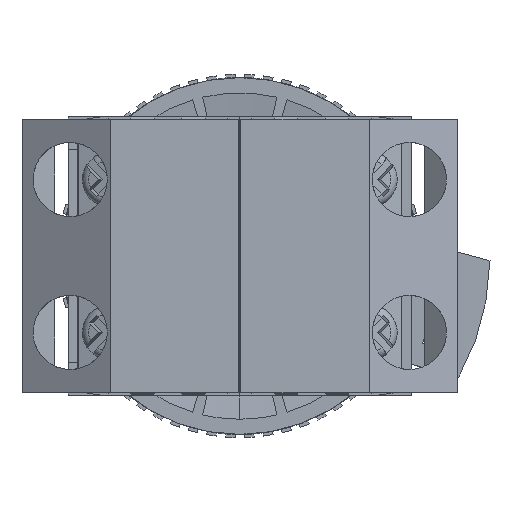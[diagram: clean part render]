
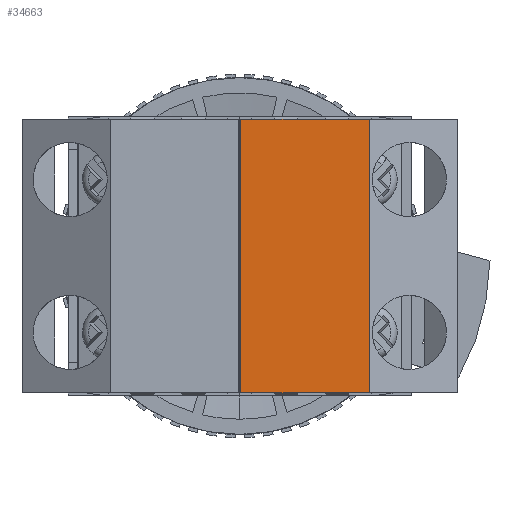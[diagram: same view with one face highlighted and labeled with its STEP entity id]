
A CAD part, front view. The second image highlights one B-rep face of the part: STEP entity #34663.
In plain terms, the highlighted planar face has unit normal (0, -1, 0).
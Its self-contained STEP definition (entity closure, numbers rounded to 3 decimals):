
#453 = ORIENTED_EDGE ( 'NONE', *, *, #20738, .F. ) ;
#993 = VECTOR ( 'NONE', #23899, 1000. ) ;
#1409 = CARTESIAN_POINT ( 'NONE',  ( 0.1, -27.5, 14.75 ) ) ;
#2267 = CARTESIAN_POINT ( 'NONE',  ( 14., -27.5, 14.75 ) ) ;
#2375 = AXIS2_PLACEMENT_3D ( 'NONE', #32125, #34967, #18232 ) ;
#3142 = VERTEX_POINT ( 'NONE', #17457 ) ;
#3216 = LINE ( 'NONE', #1409, #18021 ) ;
#3892 = VERTEX_POINT ( 'NONE', #25327 ) ;
#4416 = CARTESIAN_POINT ( 'NONE',  ( 0., -27.5, -14.75 ) ) ;
#5068 = DIRECTION ( 'NONE',  ( 0., 0., -1. ) ) ;
#7535 = LINE ( 'NONE', #4416, #993 ) ;
#11088 = VECTOR ( 'NONE', #5068, 1000. ) ;
#12265 = FACE_OUTER_BOUND ( 'NONE', #25695, .T. ) ;
#13037 = ORIENTED_EDGE ( 'NONE', *, *, #21924, .T. ) ;
#14677 = EDGE_CURVE ( 'NONE', #3892, #16961, #22824, .T. ) ;
#15434 = PLANE ( 'NONE',  #2375 ) ;
#16961 = VERTEX_POINT ( 'NONE', #36123 ) ;
#17457 = CARTESIAN_POINT ( 'NONE',  ( 14., -27.5, -14.75 ) ) ;
#18004 = CARTESIAN_POINT ( 'NONE',  ( 0.1, -27.5, -14.75 ) ) ;
#18021 = VECTOR ( 'NONE', #20882, 1000. ) ;
#18232 = DIRECTION ( 'NONE',  ( -1., 0., 0. ) ) ;
#20553 = EDGE_CURVE ( 'NONE', #3892, #34615, #3216, .T. ) ;
#20738 = EDGE_CURVE ( 'NONE', #16961, #3142, #33318, .T. ) ;
#20882 = DIRECTION ( 'NONE',  ( 0., 0., -1. ) ) ;
#21924 = EDGE_CURVE ( 'NONE', #34615, #3142, #7535, .T. ) ;
#21940 = VECTOR ( 'NONE', #22107, 1000. ) ;
#22107 = DIRECTION ( 'NONE',  ( 1., 0., 0. ) ) ;
#22824 = LINE ( 'NONE', #36078, #21940 ) ;
#23147 = ORIENTED_EDGE ( 'NONE', *, *, #14677, .F. ) ;
#23899 = DIRECTION ( 'NONE',  ( 1., 0., 0. ) ) ;
#25327 = CARTESIAN_POINT ( 'NONE',  ( 0.1, -27.5, 14.75 ) ) ;
#25695 = EDGE_LOOP ( 'NONE', ( #13037, #453, #23147, #31878 ) ) ;
#31878 = ORIENTED_EDGE ( 'NONE', *, *, #20553, .T. ) ;
#32125 = CARTESIAN_POINT ( 'NONE',  ( 0., -27.5, 14.75 ) ) ;
#33318 = LINE ( 'NONE', #2267, #11088 ) ;
#34615 = VERTEX_POINT ( 'NONE', #18004 ) ;
#34663 = ADVANCED_FACE ( 'NONE', ( #12265 ), #15434, .F. ) ;
#34967 = DIRECTION ( 'NONE',  ( 0., 1., 0. ) ) ;
#36078 = CARTESIAN_POINT ( 'NONE',  ( 0., -27.5, 14.75 ) ) ;
#36123 = CARTESIAN_POINT ( 'NONE',  ( 14., -27.5, 14.75 ) ) ;
